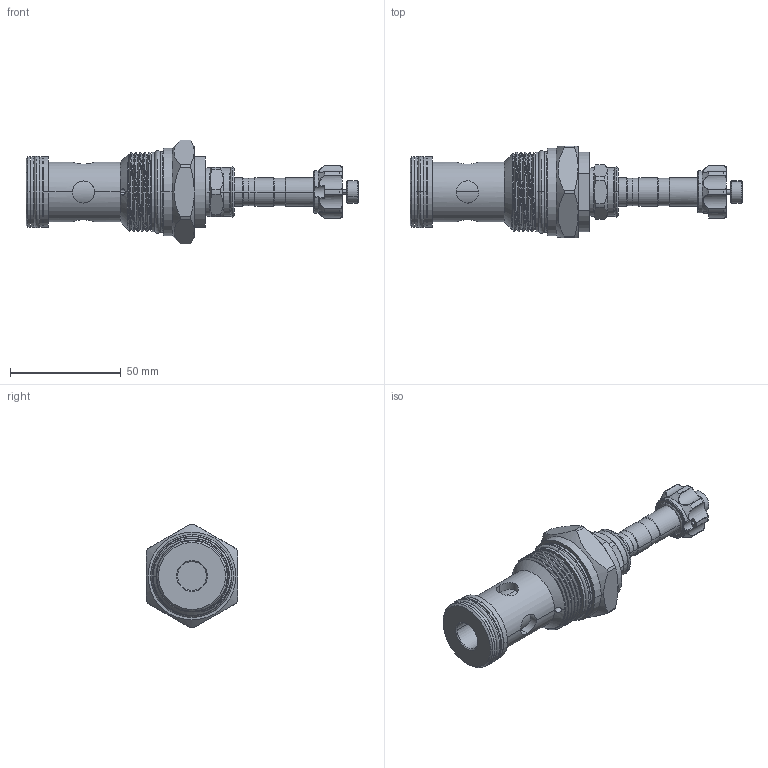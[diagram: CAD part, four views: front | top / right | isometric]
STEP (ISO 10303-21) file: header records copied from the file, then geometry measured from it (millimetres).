
FILE_DESCRIPTION (( 'STEP AP203' ), '1' );
FILE_NAME ('EP16A2A09P95.STEP', '2020-04-16T03:37:29', ( '' ), ( '' ), 'SwSTEP 2.0', 'SolidWorks 2018', '' );
FILE_SCHEMA (( 'CONFIG_CONTROL_DESIGN' ));
Length unit declared in the file: millimetre
Products named in the file (1): EP16A2A09P95
Bounding box: 149.65 x 41.2 x 46.8 mm (x, y, z)
Volume: 79613.6 mm3; surface area: 21646.2 mm2
Topology: 7 solids, 7 shells, 325 faces, 765 edges, 465 vertices
Faces by surface type: cylinder 147, torus 55, plane 43, cone 43, bspline 37
Entity records: 13710 total; most frequent: CARTESIAN_POINT 6457, ORIENTED_EDGE 1526, DIRECTION 1499, EDGE_CURVE 763, AXIS2_PLACEMENT_3D 646, VERTEX_POINT 465, CIRCLE 357, EDGE_LOOP 352
